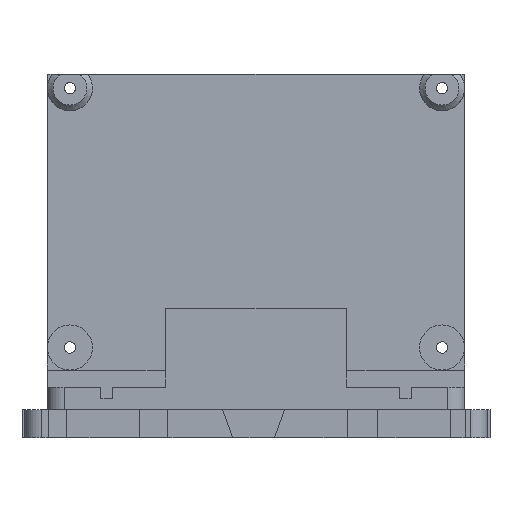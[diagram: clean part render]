
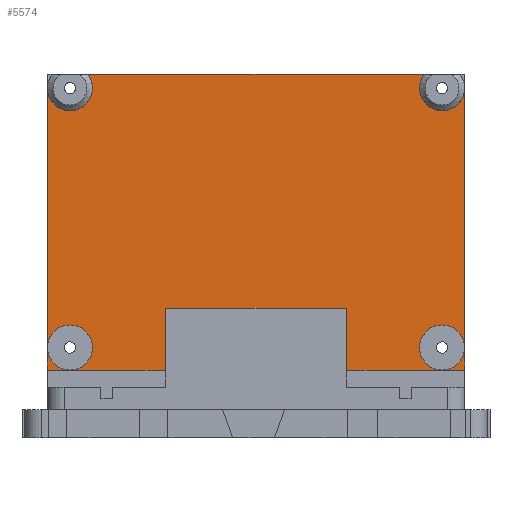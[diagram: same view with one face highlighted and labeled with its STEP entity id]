
A CAD part, front view. The second image highlights one B-rep face of the part: STEP entity #5574.
In plain terms, the highlighted planar face has unit normal (0, -1, 0).
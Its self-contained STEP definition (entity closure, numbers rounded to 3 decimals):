
#147=CIRCLE('',#5875,4.);
#148=CIRCLE('',#5876,4.);
#149=CIRCLE('',#5877,4.);
#150=CIRCLE('',#5878,4.);
#823=ORIENTED_EDGE('',*,*,#1754,.F.);
#824=ORIENTED_EDGE('',*,*,#1755,.T.);
#825=ORIENTED_EDGE('',*,*,#1756,.T.);
#826=ORIENTED_EDGE('',*,*,#1757,.T.);
#827=ORIENTED_EDGE('',*,*,#1758,.T.);
#828=ORIENTED_EDGE('',*,*,#1605,.T.);
#829=ORIENTED_EDGE('',*,*,#1759,.T.);
#830=ORIENTED_EDGE('',*,*,#1760,.T.);
#831=ORIENTED_EDGE('',*,*,#1761,.T.);
#832=ORIENTED_EDGE('',*,*,#1762,.T.);
#1605=EDGE_CURVE('',#2128,#2129,#2514,.T.);
#1754=EDGE_CURVE('',#2218,#2219,#2634,.T.);
#1755=EDGE_CURVE('',#2218,#2120,#147,.T.);
#1756=EDGE_CURVE('',#2120,#2220,#2635,.T.);
#1757=EDGE_CURVE('',#2220,#2220,#148,.T.);
#1758=EDGE_CURVE('',#2220,#2128,#2636,.T.);
#1759=EDGE_CURVE('',#2129,#2221,#2637,.T.);
#1760=EDGE_CURVE('',#2221,#2221,#149,.T.);
#1761=EDGE_CURVE('',#2221,#2123,#2638,.T.);
#1762=EDGE_CURVE('',#2123,#2219,#150,.T.);
#2120=VERTEX_POINT('',#7682);
#2123=VERTEX_POINT('',#7689);
#2128=VERTEX_POINT('',#7702);
#2129=VERTEX_POINT('',#7703);
#2218=VERTEX_POINT('',#8010);
#2219=VERTEX_POINT('',#8011);
#2220=VERTEX_POINT('',#8014);
#2221=VERTEX_POINT('',#8018);
#2514=LINE('',#7701,#2979);
#2634=LINE('',#8009,#3099);
#2635=LINE('',#8013,#3100);
#2636=LINE('',#8016,#3101);
#2637=LINE('',#8017,#3102);
#2638=LINE('',#8020,#3103);
#2979=VECTOR('',#6432,1000.);
#3099=VECTOR('',#6748,1000.);
#3100=VECTOR('',#6751,1000.);
#3101=VECTOR('',#6754,1000.);
#3102=VECTOR('',#6755,1000.);
#3103=VECTOR('',#6758,1000.);
#3344=EDGE_LOOP('',(#823,#824,#825,#826,#827,#828,#829,#830,#831,#832));
#3623=FACE_BOUND('',#3344,.T.);
#3839=PLANE('',#5874);
#5574=ADVANCED_FACE('',(#3623),#3839,.T.);
#5874=AXIS2_PLACEMENT_3D('',#8008,#6746,#6747);
#5875=AXIS2_PLACEMENT_3D('',#8012,#6749,#6750);
#5876=AXIS2_PLACEMENT_3D('',#8015,#6752,#6753);
#5877=AXIS2_PLACEMENT_3D('',#8019,#6756,#6757);
#5878=AXIS2_PLACEMENT_3D('',#8021,#6759,#6760);
#6432=DIRECTION('',(1.,0.,0.));
#6746=DIRECTION('',(0.,-1.,0.));
#6747=DIRECTION('',(0.,0.,1.));
#6748=DIRECTION('',(1.,0.,0.));
#6749=DIRECTION('',(0.,1.,0.));
#6750=DIRECTION('',(1.,0.,0.));
#6751=DIRECTION('',(0.,0.,-1.));
#6752=DIRECTION('',(0.,1.,0.));
#6753=DIRECTION('',(1.,0.,0.));
#6754=DIRECTION('',(0.,0.,-1.));
#6755=DIRECTION('',(0.,0.,1.));
#6756=DIRECTION('',(0.,1.,0.));
#6757=DIRECTION('',(1.,0.,0.));
#6758=DIRECTION('',(0.,0.,1.));
#6759=DIRECTION('',(0.,1.,0.));
#6760=DIRECTION('',(1.,0.,0.));
#7682=CARTESIAN_POINT('',(-276.,85.5,127.021));
#7689=CARTESIAN_POINT('',(-202.,85.5,127.021));
#7701=CARTESIAN_POINT('',(-272.5,85.5,77.));
#7702=CARTESIAN_POINT('',(-276.,85.5,77.));
#7703=CARTESIAN_POINT('',(-202.,85.5,77.));
#8008=CARTESIAN_POINT('',(-269.,85.5,66.));
#8009=CARTESIAN_POINT('',(-269.,85.5,129.5));
#8010=CARTESIAN_POINT('',(-268.861,85.5,129.5));
#8011=CARTESIAN_POINT('',(-209.139,85.5,129.5));
#8012=CARTESIAN_POINT('',(-272.,85.5,127.021));
#8013=CARTESIAN_POINT('',(-276.,85.5,77.));
#8014=CARTESIAN_POINT('',(-276.,85.5,81.021));
#8015=CARTESIAN_POINT('',(-272.,85.5,81.021));
#8016=CARTESIAN_POINT('',(-276.,85.5,77.));
#8017=CARTESIAN_POINT('',(-202.,85.5,131.));
#8018=CARTESIAN_POINT('',(-202.,85.5,81.021));
#8019=CARTESIAN_POINT('',(-206.,85.5,81.021));
#8020=CARTESIAN_POINT('',(-202.,85.5,131.));
#8021=CARTESIAN_POINT('',(-206.,85.5,127.021));
